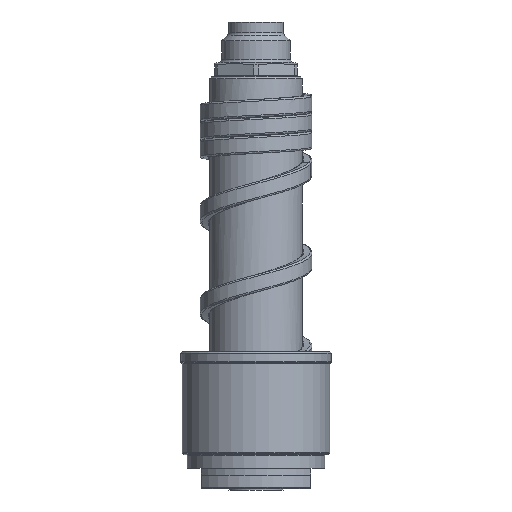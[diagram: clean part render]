
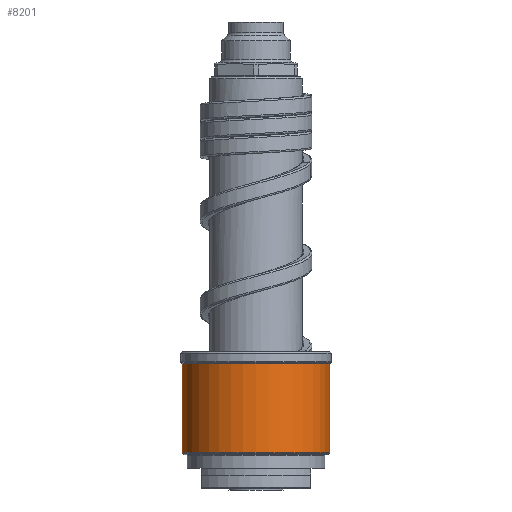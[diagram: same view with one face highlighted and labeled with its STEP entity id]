
A CAD part, front view. The second image highlights one B-rep face of the part: STEP entity #8201.
In plain terms, the highlighted cylindrical face has radius 21.5 mm (diameter 43 mm), a partial arc.
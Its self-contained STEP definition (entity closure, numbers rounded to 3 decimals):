
#1280=CARTESIAN_POINT('',(0.,0.,10.583));
#1281=DIRECTION('',(0.,0.,1.));
#1282=DIRECTION('',(-1.,0.,0.));
#1283=AXIS2_PLACEMENT_3D('',#1280,#1281,#1282);
#1285=DIRECTION('',(0.,0.,-1.));
#1286=VECTOR('',#1285,25.834);
#1287=CARTESIAN_POINT('',(-21.5,0.,36.417));
#1288=LINE('',#1287,#1286);
#1289=CARTESIAN_POINT('',(0.,0.,36.417));
#1290=DIRECTION('',(0.,0.,1.));
#1291=DIRECTION('',(-1.,0.,0.));
#1292=AXIS2_PLACEMENT_3D('',#1289,#1290,#1291);
#1294=DIRECTION('',(0.,0.,-1.));
#1295=VECTOR('',#1294,25.834);
#1296=CARTESIAN_POINT('',(21.5,0.,36.417));
#1297=LINE('',#1296,#1295);
#6134=CARTESIAN_POINT('',(21.5,0.,36.417));
#6135=CARTESIAN_POINT('',(-21.5,0.,36.417));
#6136=VERTEX_POINT('',#6134);
#6137=VERTEX_POINT('',#6135);
#6160=CARTESIAN_POINT('',(21.5,0.,10.583));
#6161=VERTEX_POINT('',#6160);
#6162=CARTESIAN_POINT('',(-21.5,0.,10.583));
#6163=VERTEX_POINT('',#6162);
#8187=CARTESIAN_POINT('',(0.,0.,8.5));
#8188=DIRECTION('',(0.,0.,1.));
#8189=DIRECTION('',(-1.,0.,0.));
#8190=AXIS2_PLACEMENT_3D('',#8187,#8188,#8189);
#8191=CYLINDRICAL_SURFACE('',#8190,21.5);
#8193=ORIENTED_EDGE('',*,*,#8192,.F.);
#8195=ORIENTED_EDGE('',*,*,#8194,.F.);
#8196=ORIENTED_EDGE('',*,*,#8177,.T.);
#8198=ORIENTED_EDGE('',*,*,#8197,.T.);
#8199=EDGE_LOOP('',(#8193,#8195,#8196,#8198));
#8200=FACE_OUTER_BOUND('',#8199,.F.);
#1284=CIRCLE('',#1283,21.5);
#1293=CIRCLE('',#1292,21.5);
#8177=EDGE_CURVE('',#6137,#6136,#1293,.T.);
#8192=EDGE_CURVE('',#6163,#6161,#1284,.T.);
#8194=EDGE_CURVE('',#6137,#6163,#1288,.T.);
#8197=EDGE_CURVE('',#6136,#6161,#1297,.T.);
#8201=ADVANCED_FACE('',(#8200),#8191,.T.);
